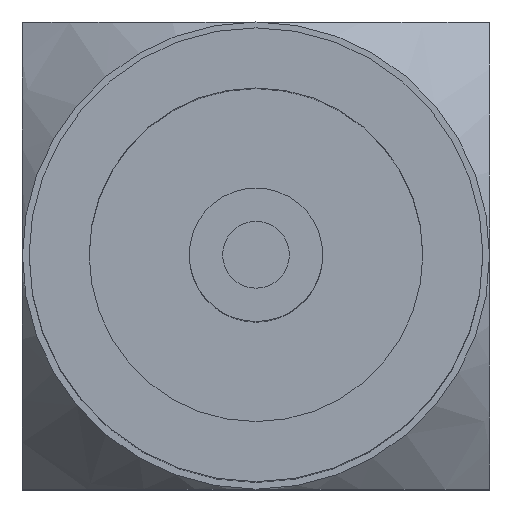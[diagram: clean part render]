
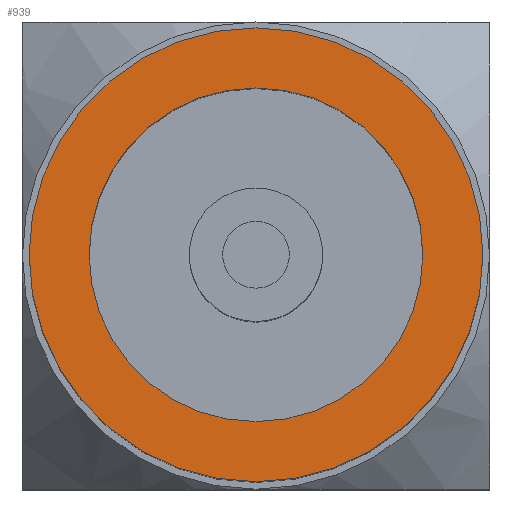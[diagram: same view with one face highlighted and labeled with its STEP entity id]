
A CAD part, top view. The second image highlights one B-rep face of the part: STEP entity #939.
In plain terms, the highlighted planar face has unit normal (0, 0, 1).
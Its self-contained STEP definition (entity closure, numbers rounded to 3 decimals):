
#789=CARTESIAN_POINT('',(3.4,0.,14.));
#790=VERTEX_POINT('',#789);
#799=CARTESIAN_POINT('',(-3.4,0.,14.));
#800=VERTEX_POINT('',#799);
#801=CARTESIAN_POINT('',(0.0,0.,14.));
#802=DIRECTION('',(0.0,0.0,1.0));
#803=DIRECTION('',(1.0,0.0,0.0));
#804=AXIS2_PLACEMENT_3D('',#801,#802,#803);
#805=CIRCLE('',#804,3.4);
#806=EDGE_CURVE('',#800,#790,#805,.T.);
#833=CARTESIAN_POINT('',(2.5,0.,14.));
#834=VERTEX_POINT('',#833);
#850=CARTESIAN_POINT('',(-2.5,0.,14.));
#851=VERTEX_POINT('',#850);
#858=CARTESIAN_POINT('',(0.0,0.,14.));
#859=DIRECTION('',(0.0,0.0,-1.0));
#860=DIRECTION('',(1.0,0.0,0.0));
#861=AXIS2_PLACEMENT_3D('',#858,#859,#860);
#862=CIRCLE('',#861,2.5);
#863=EDGE_CURVE('',#834,#851,#862,.T.);
#874=CARTESIAN_POINT('',(0.0,0.,14.));
#875=DIRECTION('',(0.0,0.0,-1.0));
#876=DIRECTION('',(1.0,0.0,0.0));
#877=AXIS2_PLACEMENT_3D('',#874,#875,#876);
#878=CIRCLE('',#877,2.5);
#879=EDGE_CURVE('',#851,#834,#878,.T.);
#916=CARTESIAN_POINT('',(0.0,0.,14.));
#917=DIRECTION('',(0.0,0.0,1.0));
#918=DIRECTION('',(1.0,0.0,0.0));
#919=AXIS2_PLACEMENT_3D('',#916,#917,#918);
#920=CIRCLE('',#919,3.4);
#921=EDGE_CURVE('',#790,#800,#920,.T.);
#926=CARTESIAN_POINT('',(0.0,0.,14.));
#927=DIRECTION('',(0.0,0.0,1.0));
#928=DIRECTION('',(1.0,0.0,0.0));
#929=AXIS2_PLACEMENT_3D('',#926,#927,#928);
#930=PLANE('',#929);
#931=ORIENTED_EDGE('',*,*,#921,.T.);
#932=ORIENTED_EDGE('',*,*,#806,.T.);
#933=EDGE_LOOP('',(#931,#932));
#934=FACE_OUTER_BOUND('',#933,.T.);
#935=ORIENTED_EDGE('',*,*,#863,.T.);
#936=ORIENTED_EDGE('',*,*,#879,.T.);
#937=EDGE_LOOP('',(#935,#936));
#938=FACE_BOUND('',#937,.T.);
#939=ADVANCED_FACE('',(#934,#938),#930,.T.);
